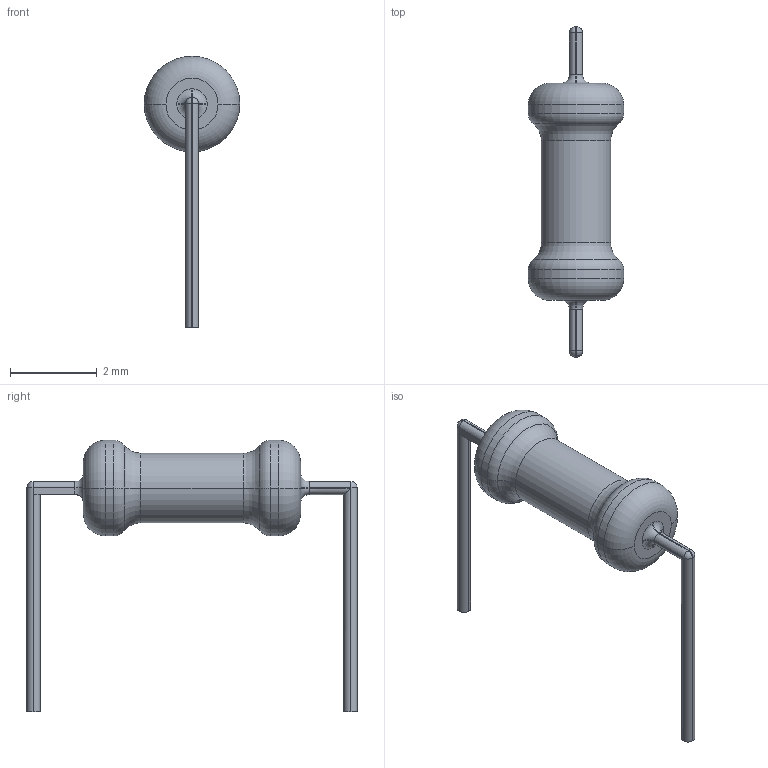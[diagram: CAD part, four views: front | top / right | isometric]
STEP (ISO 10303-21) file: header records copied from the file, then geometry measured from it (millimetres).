
FILE_DESCRIPTION(('CATIA V5 STEP Exchange','CAx-IF Rec.Pracs.--- Model Styling and Organization---1.4--- 2014-01-23','CAx-IF Rec.Pracs.---3D Tessellated Data Validation Properties---0.5---2014-09-14'),'2;1');
FILE_NAME('res-0.25w.stp','2020-11-29T07:10:44+00:00',('none'),('none'),'CATIA Version 5-6 Release 2018','CATIA V5 STEP AP242','none');
FILE_SCHEMA(('AP242_MANAGED_MODEL_BASED_3D_ENGINEERING_MIM_LF {1 0 10303 442 1 1 4}'));
Length unit declared in the file: millimetre
Products named in the file (1): res-0.25w
Bounding box: 2.2 x 7.6 x 6.25 mm (x, y, z)
Volume: 13.8 mm3; surface area: 46.3 mm2
Topology: 1 solids, 1 shells, 70 faces, 156 edges, 86 vertices
Faces by surface type: cylinder 31, torus 19, plane 16, sphere 4
Entity records: 1801 total; most frequent: CARTESIAN_POINT 321, ORIENTED_EDGE 304, DIRECTION 272, EDGE_CURVE 152, AXIS2_PLACEMENT_3D 144, VERTEX_POINT 86, CIRCLE 81, EDGE_LOOP 72
